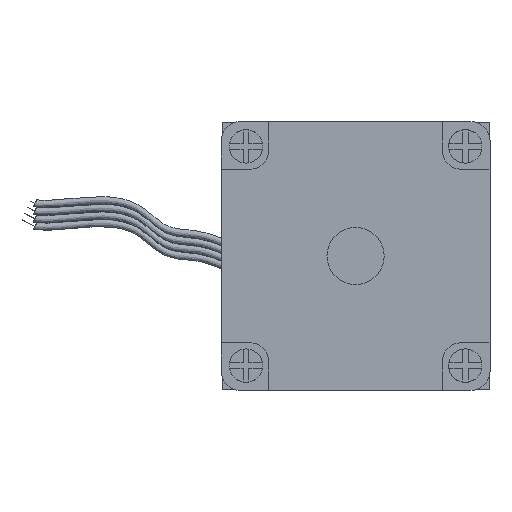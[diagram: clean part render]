
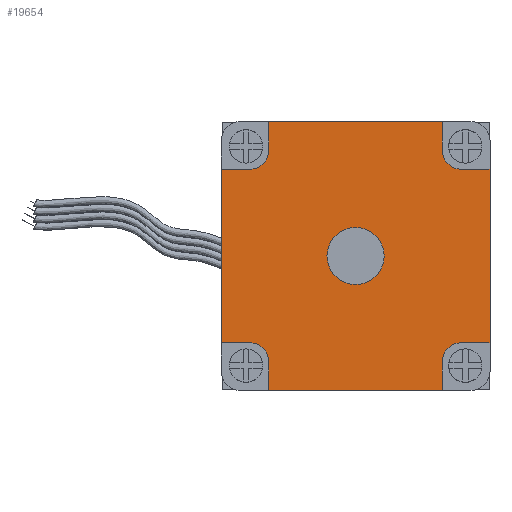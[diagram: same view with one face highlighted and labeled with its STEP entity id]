
A CAD part, front view. The second image highlights one B-rep face of the part: STEP entity #19654.
In plain terms, the highlighted planar face has unit normal (0, -1, 0).
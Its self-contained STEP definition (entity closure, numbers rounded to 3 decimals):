
#165 = CARTESIAN_POINT ( 'NONE',  ( -14.1, 0., -14.1 ) ) ;
#328 = DIRECTION ( 'NONE',  ( 1., 0., 0. ) ) ;
#350 = CARTESIAN_POINT ( 'NONE',  ( -11.1, 0., -9.1 ) ) ;
#925 = EDGE_CURVE ( 'NONE', #20663, #1812, #13820, .T. ) ;
#1007 = DIRECTION ( 'NONE',  ( 0., 1., 0. ) ) ;
#1109 = CARTESIAN_POINT ( 'NONE',  ( 11.1, 0., 11.1 ) ) ;
#1306 = LINE ( 'NONE', #20688, #7187 ) ;
#1436 = EDGE_CURVE ( 'NONE', #3034, #4678, #20026, .T. ) ;
#1515 = LINE ( 'NONE', #1728, #18556 ) ;
#1603 = CARTESIAN_POINT ( 'NONE',  ( 9.1, 0., -9.1 ) ) ;
#1728 = CARTESIAN_POINT ( 'NONE',  ( -9.1, 0., -9.1 ) ) ;
#1812 = VERTEX_POINT ( 'NONE', #7625 ) ;
#1837 = ORIENTED_EDGE ( 'NONE', *, *, #16731, .T. ) ;
#1897 = LINE ( 'NONE', #4985, #16095 ) ;
#2344 = DIRECTION ( 'NONE',  ( 0., 0., -1. ) ) ;
#2480 = VERTEX_POINT ( 'NONE', #16968 ) ;
#2570 = EDGE_CURVE ( 'NONE', #9381, #10894, #15688, .T. ) ;
#2628 = VECTOR ( 'NONE', #20914, 1000. ) ;
#2689 = DIRECTION ( 'NONE',  ( 0., 1., 0. ) ) ;
#2808 = CARTESIAN_POINT ( 'NONE',  ( 0., 0., -3. ) ) ;
#2849 = EDGE_CURVE ( 'NONE', #15830, #2480, #7895, .T. ) ;
#2935 = LINE ( 'NONE', #15872, #20348 ) ;
#2950 = EDGE_CURVE ( 'NONE', #10297, #1812, #9589, .T. ) ;
#3034 = VERTEX_POINT ( 'NONE', #3739 ) ;
#3334 = EDGE_CURVE ( 'NONE', #20715, #4385, #1897, .T. ) ;
#3470 = CARTESIAN_POINT ( 'NONE',  ( 9.1, 0., -11.1 ) ) ;
#3510 = CARTESIAN_POINT ( 'NONE',  ( 14.1, 0., 9.1 ) ) ;
#3739 = CARTESIAN_POINT ( 'NONE',  ( 9.1, 0., -14.1 ) ) ;
#3955 = AXIS2_PLACEMENT_3D ( 'NONE', #4372, #10847, #4165 ) ;
#4165 = DIRECTION ( 'NONE',  ( 0., 0., 1. ) ) ;
#4267 = ORIENTED_EDGE ( 'NONE', *, *, #13743, .F. ) ;
#4280 = EDGE_CURVE ( 'NONE', #20663, #15382, #8214, .T. ) ;
#4348 = CARTESIAN_POINT ( 'NONE',  ( -14.1, 0., -14.1 ) ) ;
#4372 = CARTESIAN_POINT ( 'NONE',  ( -11.1, 0., 11.1 ) ) ;
#4385 = VERTEX_POINT ( 'NONE', #8421 ) ;
#4432 = DIRECTION ( 'NONE',  ( 1., 0., 0. ) ) ;
#4611 = DIRECTION ( 'NONE',  ( 0., 0., -1. ) ) ;
#4678 = VERTEX_POINT ( 'NONE', #9980 ) ;
#4985 = CARTESIAN_POINT ( 'NONE',  ( 9.1, 0., -9.1 ) ) ;
#5145 = ORIENTED_EDGE ( 'NONE', *, *, #925, .T. ) ;
#5155 = ORIENTED_EDGE ( 'NONE', *, *, #17994, .F. ) ;
#5191 = CARTESIAN_POINT ( 'NONE',  ( 11.1, 0., -11.1 ) ) ;
#5236 = DIRECTION ( 'NONE',  ( 0., -1., 0. ) ) ;
#5256 = ORIENTED_EDGE ( 'NONE', *, *, #4280, .F. ) ;
#5349 = DIRECTION ( 'NONE',  ( 0., 0., -1. ) ) ;
#5859 = VECTOR ( 'NONE', #20898, 1000. ) ;
#6432 = VERTEX_POINT ( 'NONE', #10582 ) ;
#6607 = VERTEX_POINT ( 'NONE', #13096 ) ;
#6706 = ORIENTED_EDGE ( 'NONE', *, *, #19903, .F. ) ;
#7123 = DIRECTION ( 'NONE',  ( -1., 0., 0. ) ) ;
#7187 = VECTOR ( 'NONE', #12231, 1000. ) ;
#7236 = CARTESIAN_POINT ( 'NONE',  ( 11.1, 0., -9.1 ) ) ;
#7239 = EDGE_LOOP ( 'NONE', ( #17333, #5155 ) ) ;
#7242 = ORIENTED_EDGE ( 'NONE', *, *, #8978, .F. ) ;
#7557 = VECTOR ( 'NONE', #2344, 1000. ) ;
#7590 = VECTOR ( 'NONE', #8666, 1000. ) ;
#7625 = CARTESIAN_POINT ( 'NONE',  ( 9.1, 0., 11.1 ) ) ;
#7895 = CIRCLE ( 'NONE', #19715, 2. ) ;
#7914 = LINE ( 'NONE', #165, #2628 ) ;
#8214 = LINE ( 'NONE', #13066, #17191 ) ;
#8240 = EDGE_CURVE ( 'NONE', #8387, #18330, #17214, .T. ) ;
#8272 = DIRECTION ( 'NONE',  ( 0., 0., 1. ) ) ;
#8387 = VERTEX_POINT ( 'NONE', #2808 ) ;
#8416 = AXIS2_PLACEMENT_3D ( 'NONE', #1109, #1007, #14038 ) ;
#8421 = CARTESIAN_POINT ( 'NONE',  ( 14.1, 0., -9.1 ) ) ;
#8595 = DIRECTION ( 'NONE',  ( 0., 1., 0. ) ) ;
#8666 = DIRECTION ( 'NONE',  ( -1., 0., 0. ) ) ;
#8978 = EDGE_CURVE ( 'NONE', #15382, #4385, #10413, .T. ) ;
#9381 = VERTEX_POINT ( 'NONE', #15276 ) ;
#9503 = DIRECTION ( 'NONE',  ( 1., 0., 0. ) ) ;
#9589 = LINE ( 'NONE', #12749, #5859 ) ;
#9909 = DIRECTION ( 'NONE',  ( 0., 0., 1. ) ) ;
#9980 = CARTESIAN_POINT ( 'NONE',  ( -9.1, 0., -14.1 ) ) ;
#10255 = CARTESIAN_POINT ( 'NONE',  ( 9.1, 0., 14.1 ) ) ;
#10297 = VERTEX_POINT ( 'NONE', #10255 ) ;
#10407 = EDGE_CURVE ( 'NONE', #15830, #6432, #11413, .T. ) ;
#10413 = LINE ( 'NONE', #16862, #7557 ) ;
#10582 = CARTESIAN_POINT ( 'NONE',  ( -14.1, 0., -9.1 ) ) ;
#10843 = ORIENTED_EDGE ( 'NONE', *, *, #2570, .T. ) ;
#10847 = DIRECTION ( 'NONE',  ( 0., 1., 0. ) ) ;
#10894 = VERTEX_POINT ( 'NONE', #11681 ) ;
#11413 = LINE ( 'NONE', #17968, #7590 ) ;
#11438 = CARTESIAN_POINT ( 'NONE',  ( 0., 0., 3. ) ) ;
#11681 = CARTESIAN_POINT ( 'NONE',  ( -9.1, 0., 11.1 ) ) ;
#11745 = ORIENTED_EDGE ( 'NONE', *, *, #10407, .F. ) ;
#11748 = AXIS2_PLACEMENT_3D ( 'NONE', #19948, #5236, #5349 ) ;
#11828 = VERTEX_POINT ( 'NONE', #3470 ) ;
#12231 = DIRECTION ( 'NONE',  ( -1., 0., 0. ) ) ;
#12360 = ORIENTED_EDGE ( 'NONE', *, *, #16422, .F. ) ;
#12749 = CARTESIAN_POINT ( 'NONE',  ( 9.1, 0., 9.1 ) ) ;
#12965 = DIRECTION ( 'NONE',  ( 1., 0., 0. ) ) ;
#13066 = CARTESIAN_POINT ( 'NONE',  ( 9.1, 0., 9.1 ) ) ;
#13086 = CIRCLE ( 'NONE', #11748, 3. ) ;
#13096 = CARTESIAN_POINT ( 'NONE',  ( -11.1, 0., 9.1 ) ) ;
#13489 = CIRCLE ( 'NONE', #15165, 2. ) ;
#13521 = ORIENTED_EDGE ( 'NONE', *, *, #19149, .T. ) ;
#13679 = ORIENTED_EDGE ( 'NONE', *, *, #3334, .T. ) ;
#13743 = EDGE_CURVE ( 'NONE', #4678, #2480, #1515, .T. ) ;
#13820 = CIRCLE ( 'NONE', #8416, 2. ) ;
#13930 = CARTESIAN_POINT ( 'NONE',  ( -11.1, 0., -11.1 ) ) ;
#14038 = DIRECTION ( 'NONE',  ( 0., 0., 1. ) ) ;
#14101 = CARTESIAN_POINT ( 'NONE',  ( -9.1, 0., 9.1 ) ) ;
#14325 = ORIENTED_EDGE ( 'NONE', *, *, #18098, .T. ) ;
#14492 = CARTESIAN_POINT ( 'NONE',  ( -14.1, 0., 9.1 ) ) ;
#15132 = VECTOR ( 'NONE', #16020, 1000. ) ;
#15165 = AXIS2_PLACEMENT_3D ( 'NONE', #5191, #8595, #8272 ) ;
#15276 = CARTESIAN_POINT ( 'NONE',  ( -9.1, 0., 14.1 ) ) ;
#15382 = VERTEX_POINT ( 'NONE', #3510 ) ;
#15515 = DIRECTION ( 'NONE',  ( 0., 0., 1. ) ) ;
#15629 = VERTEX_POINT ( 'NONE', #14492 ) ;
#15688 = LINE ( 'NONE', #14101, #15978 ) ;
#15830 = VERTEX_POINT ( 'NONE', #350 ) ;
#15846 = DIRECTION ( 'NONE',  ( 0., 1., 0. ) ) ;
#15872 = CARTESIAN_POINT ( 'NONE',  ( -14.1, 0., 14.1 ) ) ;
#15978 = VECTOR ( 'NONE', #20543, 1000. ) ;
#16020 = DIRECTION ( 'NONE',  ( 0., 0., 1. ) ) ;
#16095 = VECTOR ( 'NONE', #328, 1000. ) ;
#16422 = EDGE_CURVE ( 'NONE', #9381, #10297, #2935, .T. ) ;
#16731 = EDGE_CURVE ( 'NONE', #6607, #15629, #1306, .T. ) ;
#16817 = CIRCLE ( 'NONE', #3955, 2. ) ;
#16831 = FACE_BOUND ( 'NONE', #7239, .T. ) ;
#16862 = CARTESIAN_POINT ( 'NONE',  ( 14.1, 0., -14.1 ) ) ;
#16968 = CARTESIAN_POINT ( 'NONE',  ( -9.1, 0., -11.1 ) ) ;
#17119 = DIRECTION ( 'NONE',  ( 0., -1., 0. ) ) ;
#17191 = VECTOR ( 'NONE', #12965, 1000. ) ;
#17214 = CIRCLE ( 'NONE', #20583, 3. ) ;
#17333 = ORIENTED_EDGE ( 'NONE', *, *, #8240, .F. ) ;
#17968 = CARTESIAN_POINT ( 'NONE',  ( -9.1, 0., -9.1 ) ) ;
#17994 = EDGE_CURVE ( 'NONE', #18330, #8387, #13086, .T. ) ;
#18098 = EDGE_CURVE ( 'NONE', #10894, #6607, #16817, .T. ) ;
#18198 = AXIS2_PLACEMENT_3D ( 'NONE', #19999, #15846, #9503 ) ;
#18330 = VERTEX_POINT ( 'NONE', #11438 ) ;
#18556 = VECTOR ( 'NONE', #9909, 1000. ) ;
#18662 = LINE ( 'NONE', #1603, #15132 ) ;
#18732 = ORIENTED_EDGE ( 'NONE', *, *, #1436, .F. ) ;
#19149 = EDGE_CURVE ( 'NONE', #3034, #11828, #18662, .T. ) ;
#19604 = ORIENTED_EDGE ( 'NONE', *, *, #2950, .F. ) ;
#19654 = ADVANCED_FACE ( 'NONE', ( #16831, #20101 ), #20708, .F. ) ;
#19715 = AXIS2_PLACEMENT_3D ( 'NONE', #13930, #2689, #15515 ) ;
#19757 = CARTESIAN_POINT ( 'NONE',  ( 11.1, 0., 9.1 ) ) ;
#19903 = EDGE_CURVE ( 'NONE', #6432, #15629, #7914, .T. ) ;
#19948 = CARTESIAN_POINT ( 'NONE',  ( 0., 0., 0. ) ) ;
#19999 = CARTESIAN_POINT ( 'NONE',  ( 0., 0., 0. ) ) ;
#20026 = LINE ( 'NONE', #4348, #20847 ) ;
#20064 = EDGE_LOOP ( 'NONE', ( #7242, #5256, #5145, #19604, #12360, #10843, #14325, #1837, #6706, #11745, #20325, #4267, #18732, #13521, #20137, #13679 ) ) ;
#20101 = FACE_OUTER_BOUND ( 'NONE', #20064, .T. ) ;
#20137 = ORIENTED_EDGE ( 'NONE', *, *, #20355, .T. ) ;
#20288 = CARTESIAN_POINT ( 'NONE',  ( 0., 0., 0. ) ) ;
#20325 = ORIENTED_EDGE ( 'NONE', *, *, #2849, .T. ) ;
#20348 = VECTOR ( 'NONE', #4432, 1000. ) ;
#20355 = EDGE_CURVE ( 'NONE', #11828, #20715, #13489, .T. ) ;
#20543 = DIRECTION ( 'NONE',  ( 0., 0., -1. ) ) ;
#20583 = AXIS2_PLACEMENT_3D ( 'NONE', #20288, #17119, #4611 ) ;
#20663 = VERTEX_POINT ( 'NONE', #19757 ) ;
#20688 = CARTESIAN_POINT ( 'NONE',  ( -9.1, 0., 9.1 ) ) ;
#20708 = PLANE ( 'NONE',  #18198 ) ;
#20715 = VERTEX_POINT ( 'NONE', #7236 ) ;
#20847 = VECTOR ( 'NONE', #7123, 1000. ) ;
#20898 = DIRECTION ( 'NONE',  ( 0., 0., -1. ) ) ;
#20914 = DIRECTION ( 'NONE',  ( 0., 0., 1. ) ) ;
